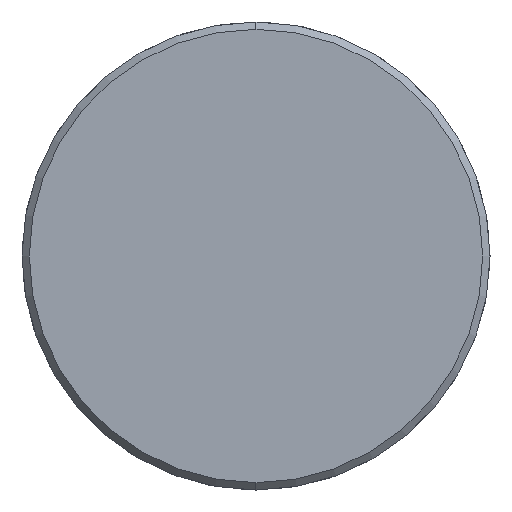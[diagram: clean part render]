
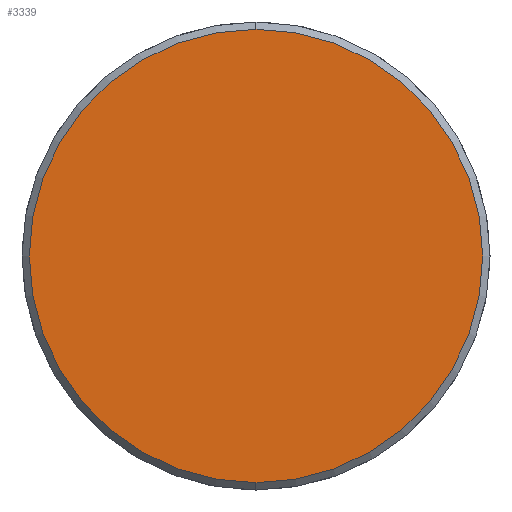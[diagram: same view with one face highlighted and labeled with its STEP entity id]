
A CAD part, left-side view. The second image highlights one B-rep face of the part: STEP entity #3339.
In plain terms, the highlighted planar face has unit normal (-1, 0, 0).
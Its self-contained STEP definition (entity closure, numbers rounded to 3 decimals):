
#202 = EDGE_LOOP ( 'NONE', ( #2761, #3826 ) ) ;
#248 = CARTESIAN_POINT ( 'NONE',  ( -15.319, 0., 15.5 ) ) ;
#764 = CIRCLE ( 'NONE', #7798, 15.5 ) ;
#1351 = FACE_OUTER_BOUND ( 'NONE', #202, .T. ) ;
#1413 = EDGE_CURVE ( 'NONE', #5958, #5746, #764, .T. ) ;
#1590 = DIRECTION ( 'NONE',  ( 0., 0., 1. ) ) ;
#2522 = DIRECTION ( 'NONE',  ( 0., 0., 1. ) ) ;
#2619 = DIRECTION ( 'NONE',  ( 0., 0., 1. ) ) ;
#2761 = ORIENTED_EDGE ( 'NONE', *, *, #1413, .T. ) ;
#3199 = CARTESIAN_POINT ( 'NONE',  ( -15.319, 0., 0. ) ) ;
#3232 = DIRECTION ( 'NONE',  ( -1., 0., 0. ) ) ;
#3339 = ADVANCED_FACE ( 'NONE', ( #1351 ), #5533, .T. ) ;
#3504 = CIRCLE ( 'NONE', #4319, 15.5 ) ;
#3826 = ORIENTED_EDGE ( 'NONE', *, *, #6274, .T. ) ;
#4319 = AXIS2_PLACEMENT_3D ( 'NONE', #4602, #5199, #1590 ) ;
#4602 = CARTESIAN_POINT ( 'NONE',  ( -15.319, 0., 0. ) ) ;
#5061 = AXIS2_PLACEMENT_3D ( 'NONE', #5553, #6868, #2619 ) ;
#5199 = DIRECTION ( 'NONE',  ( -1., 0., 0. ) ) ;
#5533 = PLANE ( 'NONE',  #5061 ) ;
#5553 = CARTESIAN_POINT ( 'NONE',  ( -15.319, 0., 16. ) ) ;
#5746 = VERTEX_POINT ( 'NONE', #248 ) ;
#5958 = VERTEX_POINT ( 'NONE', #6977 ) ;
#6274 = EDGE_CURVE ( 'NONE', #5746, #5958, #3504, .T. ) ;
#6868 = DIRECTION ( 'NONE',  ( -1., 0., 0. ) ) ;
#6977 = CARTESIAN_POINT ( 'NONE',  ( -15.319, 0., -15.5 ) ) ;
#7798 = AXIS2_PLACEMENT_3D ( 'NONE', #3199, #3232, #2522 ) ;
